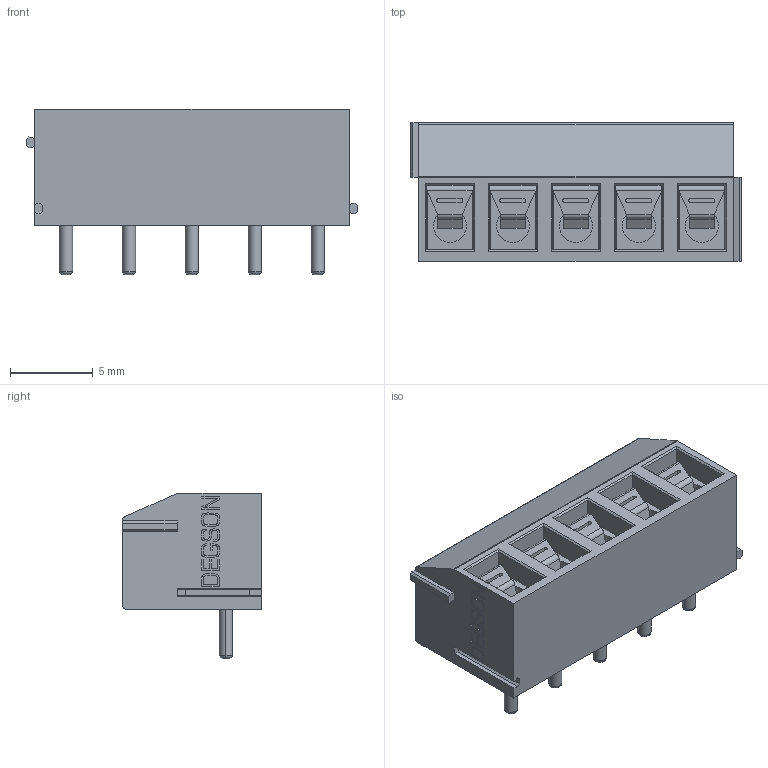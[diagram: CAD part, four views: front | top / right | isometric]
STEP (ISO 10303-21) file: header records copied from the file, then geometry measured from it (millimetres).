
FILE_DESCRIPTION (( 'STEP AP214' ), '1' );
FILE_NAME ('DG340R-3.81-06P-12-00AH.STEP', '2017-04-29T19:11:31', ( 'SIG' ), ( '' ), 'SwSTEP 2.0', 'SolidWorks 2014', '' );
FILE_SCHEMA (( 'AUTOMOTIVE_DESIGN' ));
Length unit declared in the file: millimetre
Products named in the file (21): DG340R-381_screw; DG340R-381-spring; DG340R-381-klamper; DG340R-381; DG340R-3.81-06P-12-00AH
Assembly tree (16 placements, depth 2):
  DG340R-381-spring
  DG340R-381-klamper
  DG340R-381_screw
  DG340R-381-klamper
  DG340R-381-spring
Bounding box: 20.01 x 8.4 x 10 mm (x, y, z)
Volume: 842.7 mm3; surface area: 2345.5 mm2
Topology: 17 solids, 17 shells, 983 faces, 2494 edges, 1615 vertices
Faces by surface type: plane 568, bspline 166, cylinder 146, torus 75, cone 28
Entity records: 37536 total; most frequent: CARTESIAN_POINT 14868, ORIENTED_EDGE 3764, DIRECTION 2912, EDGE_CURVE 1882, LINE 1322, VECTOR 1322, VERTEX_POINT 1227, EDGE_LOOP 809
